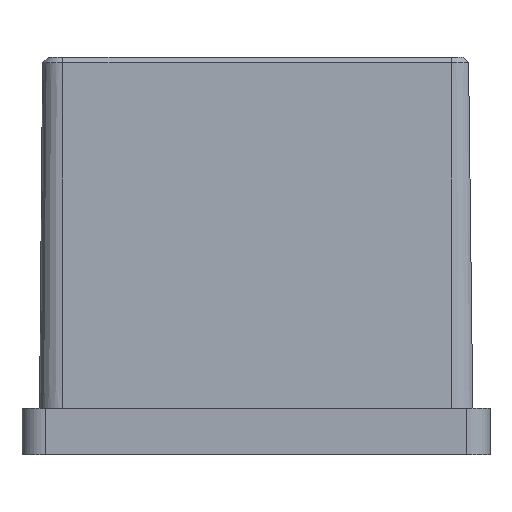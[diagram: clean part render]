
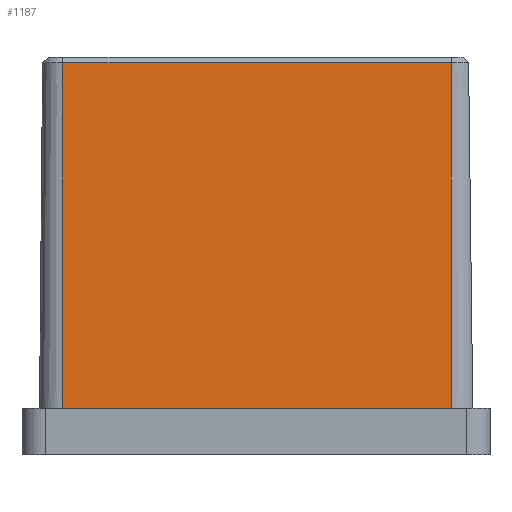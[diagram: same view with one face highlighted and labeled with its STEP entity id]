
A CAD part, left-side view. The second image highlights one B-rep face of the part: STEP entity #1187.
In plain terms, the highlighted planar face has unit normal (-1, 0, 0.009).
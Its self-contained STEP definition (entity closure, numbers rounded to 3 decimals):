
#4 = CARTESIAN_POINT ( 'NONE',  ( -18.243, 16.5, 33.5 ) ) ;
#7 = LINE ( 'NONE', #2057, #2228 ) ;
#34 = EDGE_CURVE ( 'NONE', #2022, #2348, #1538, .T. ) ;
#210 = CARTESIAN_POINT ( 'NONE',  ( -18.5, 16.5, 4. ) ) ;
#355 = EDGE_CURVE ( 'NONE', #599, #2348, #2196, .T. ) ;
#368 = DIRECTION ( 'NONE',  ( 0., 1., 0. ) ) ;
#377 = DIRECTION ( 'NONE',  ( -0.009, 0., -1. ) ) ;
#471 = CARTESIAN_POINT ( 'NONE',  ( -18.5, -16.699, 4. ) ) ;
#599 = VERTEX_POINT ( 'NONE', #1397 ) ;
#727 = CARTESIAN_POINT ( 'NONE',  ( -18.243, 16.5, 33.5 ) ) ;
#830 = FACE_OUTER_BOUND ( 'NONE', #2269, .T. ) ;
#835 = VERTEX_POINT ( 'NONE', #4 ) ;
#854 = ORIENTED_EDGE ( 'NONE', *, *, #1648, .T. ) ;
#904 = EDGE_CURVE ( 'NONE', #2022, #835, #2058, .T. ) ;
#1146 = CARTESIAN_POINT ( 'NONE',  ( -18.5, -16.699, 4. ) ) ;
#1187 = ADVANCED_FACE ( 'NONE', ( #830 ), #2361, .T. ) ;
#1209 = ORIENTED_EDGE ( 'NONE', *, *, #34, .F. ) ;
#1397 = CARTESIAN_POINT ( 'NONE',  ( -18.5, 16.5, 4. ) ) ;
#1538 = LINE ( 'NONE', #1146, #1597 ) ;
#1563 = ORIENTED_EDGE ( 'NONE', *, *, #904, .T. ) ;
#1597 = VECTOR ( 'NONE', #2284, 1000. ) ;
#1601 = CARTESIAN_POINT ( 'NONE',  ( -18.5, 16.5, 4. ) ) ;
#1648 = EDGE_CURVE ( 'NONE', #835, #599, #7, .T. ) ;
#1697 = CARTESIAN_POINT ( 'NONE',  ( -18.243, -16.699, 33.5 ) ) ;
#1799 = ORIENTED_EDGE ( 'NONE', *, *, #355, .T. ) ;
#1804 = DIRECTION ( 'NONE',  ( -1., 0., 0.009 ) ) ;
#2022 = VERTEX_POINT ( 'NONE', #1697 ) ;
#2057 = CARTESIAN_POINT ( 'NONE',  ( -18.5, 16.5, 4. ) ) ;
#2058 = LINE ( 'NONE', #727, #2232 ) ;
#2104 = AXIS2_PLACEMENT_3D ( 'NONE', #1601, #1804, #2374 ) ;
#2196 = LINE ( 'NONE', #210, #2319 ) ;
#2228 = VECTOR ( 'NONE', #377, 1000. ) ;
#2232 = VECTOR ( 'NONE', #368, 1000. ) ;
#2258 = DIRECTION ( 'NONE',  ( 0., -1., 0. ) ) ;
#2269 = EDGE_LOOP ( 'NONE', ( #1209, #1563, #854, #1799 ) ) ;
#2284 = DIRECTION ( 'NONE',  ( -0.009, 0., -1. ) ) ;
#2319 = VECTOR ( 'NONE', #2258, 1000. ) ;
#2348 = VERTEX_POINT ( 'NONE', #471 ) ;
#2361 = PLANE ( 'NONE',  #2104 ) ;
#2374 = DIRECTION ( 'NONE',  ( 0.009, 0., 1. ) ) ;
